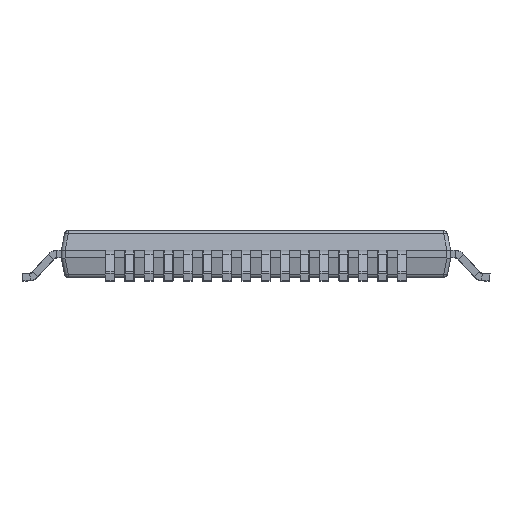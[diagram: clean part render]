
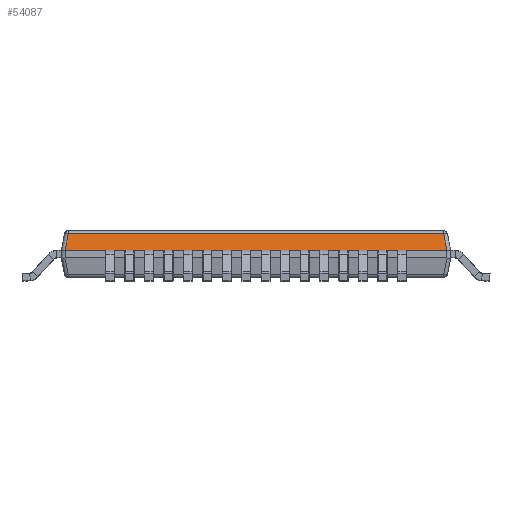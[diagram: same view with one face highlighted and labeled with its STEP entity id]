
A CAD part, left-side view. The second image highlights one B-rep face of the part: STEP entity #54087.
In plain terms, the highlighted planar face has unit normal (-0.981, 0, 0.196).
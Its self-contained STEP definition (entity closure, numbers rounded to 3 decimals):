
#3181 = CARTESIAN_POINT ( 'NONE',  ( -4.722, 4.624, 2.189 ) ) ;
#4935 = CARTESIAN_POINT ( 'NONE',  ( -5., 4.9, 0.8 ) ) ;
#6467 = CARTESIAN_POINT ( 'NONE',  ( -5., 4.902, 0.8 ) ) ;
#7602 = ORIENTED_EDGE ( 'NONE', *, *, #21394, .F. ) ;
#7649 =( BOUNDED_CURVE ( )  B_SPLINE_CURVE ( 3, ( #6467, #41413, #75676, #4935 ),
 .UNSPECIFIED., .F., .T. ) 
 B_SPLINE_CURVE_WITH_KNOTS ( ( 4, 4 ),
 ( 6.264, 6.283 ),
 .UNSPECIFIED. ) 
 CURVE ( )  GEOMETRIC_REPRESENTATION_ITEM ( )  RATIONAL_B_SPLINE_CURVE ( ( 1., 1., 1., 1. ) ) 
 REPRESENTATION_ITEM ( '' )  );
#9316 = CARTESIAN_POINT ( 'NONE',  ( -4.916, 0., 1.22 ) ) ;
#11839 = VECTOR ( 'NONE', #48457, 1000. ) ;
#19108 = VERTEX_POINT ( 'NONE', #144425 ) ;
#21394 = EDGE_CURVE ( 'NONE', #151945, #74501, #122310, .T. ) ;
#34357 = EDGE_CURVE ( 'NONE', #19108, #117228, #152995, .T. ) ;
#36205 = CARTESIAN_POINT ( 'NONE',  ( -5., -4.9, 0.8 ) ) ;
#41413 = CARTESIAN_POINT ( 'NONE',  ( -5., 4.901, 0.8 ) ) ;
#45299 =( BOUNDED_CURVE ( )  B_SPLINE_CURVE ( 3, ( #36205, #85160, #83640, #132632 ),
 .UNSPECIFIED., .F., .F. ) 
 B_SPLINE_CURVE_WITH_KNOTS ( ( 4, 4 ),
 ( 0., 0.019 ),
 .UNSPECIFIED. ) 
 CURVE ( )  GEOMETRIC_REPRESENTATION_ITEM ( )  RATIONAL_B_SPLINE_CURVE ( ( 1., 1., 1., 1. ) ) 
 REPRESENTATION_ITEM ( '' )  );
#47907 = DIRECTION ( 'NONE',  ( -0.981, 0., 0.196 ) ) ;
#48457 = DIRECTION ( 'NONE',  ( 0., 1., 0. ) ) ;
#49060 = LINE ( 'NONE', #3181, #121153 ) ;
#49334 = EDGE_CURVE ( 'NONE', #117228, #93220, #115851, .T. ) ;
#52800 = CARTESIAN_POINT ( 'NONE',  ( -5., 4.902, 0.8 ) ) ;
#52846 = VERTEX_POINT ( 'NONE', #52800 ) ;
#54087 = ADVANCED_FACE ( 'NONE', ( #148257 ), #77556, .T. ) ;
#56723 = DIRECTION ( 'NONE',  ( 0., 1., 0. ) ) ;
#58170 = CARTESIAN_POINT ( 'NONE',  ( -4.722, -4.624, 2.189 ) ) ;
#61547 = DIRECTION ( 'NONE',  ( -0.192, 0.192, -0.962 ) ) ;
#74501 = VERTEX_POINT ( 'NONE', #104425 ) ;
#75676 = CARTESIAN_POINT ( 'NONE',  ( -5., 4.901, 0.8 ) ) ;
#77556 = PLANE ( 'NONE',  #153134 ) ;
#83640 = CARTESIAN_POINT ( 'NONE',  ( -5., -4.901, 0.8 ) ) ;
#84446 = EDGE_LOOP ( 'NONE', ( #141686, #137471, #7602, #88409, #98584, #135758 ) ) ;
#85160 = CARTESIAN_POINT ( 'NONE',  ( -5., -4.901, 0.8 ) ) ;
#88409 = ORIENTED_EDGE ( 'NONE', *, *, #124656, .T. ) ;
#90314 = EDGE_CURVE ( 'NONE', #52846, #74501, #7649, .T. ) ;
#93220 = VERTEX_POINT ( 'NONE', #99835 ) ;
#98584 = ORIENTED_EDGE ( 'NONE', *, *, #34357, .T. ) ;
#99835 = CARTESIAN_POINT ( 'NONE',  ( -4.916, 4.818, 1.22 ) ) ;
#104425 = CARTESIAN_POINT ( 'NONE',  ( -5., 4.9, 0.8 ) ) ;
#106364 = EDGE_CURVE ( 'NONE', #93220, #52846, #49060, .T. ) ;
#107881 = DIRECTION ( 'NONE',  ( 0., 1., 0. ) ) ;
#115773 = VECTOR ( 'NONE', #56723, 1000. ) ;
#115815 = CARTESIAN_POINT ( 'NONE',  ( -4.916, -4.818, 1.22 ) ) ;
#115851 = LINE ( 'NONE', #9316, #115773 ) ;
#117228 = VERTEX_POINT ( 'NONE', #115815 ) ;
#118728 = CARTESIAN_POINT ( 'NONE',  ( -4.9, 0., 1.3 ) ) ;
#121153 = VECTOR ( 'NONE', #61547, 1000. ) ;
#122310 = LINE ( 'NONE', #145575, #11839 ) ;
#124656 = EDGE_CURVE ( 'NONE', #151945, #19108, #45299, .T. ) ;
#132276 = CARTESIAN_POINT ( 'NONE',  ( -5., -4.9, 0.8 ) ) ;
#132632 = CARTESIAN_POINT ( 'NONE',  ( -5., -4.902, 0.8 ) ) ;
#135758 = ORIENTED_EDGE ( 'NONE', *, *, #49334, .T. ) ;
#137471 = ORIENTED_EDGE ( 'NONE', *, *, #90314, .T. ) ;
#141686 = ORIENTED_EDGE ( 'NONE', *, *, #106364, .T. ) ;
#144425 = CARTESIAN_POINT ( 'NONE',  ( -5., -4.902, 0.8 ) ) ;
#145575 = CARTESIAN_POINT ( 'NONE',  ( -5., 5., 0.8 ) ) ;
#148257 = FACE_OUTER_BOUND ( 'NONE', #84446, .T. ) ;
#148510 = VECTOR ( 'NONE', #149879, 1000. ) ;
#149879 = DIRECTION ( 'NONE',  ( 0.192, 0.192, 0.962 ) ) ;
#151945 = VERTEX_POINT ( 'NONE', #132276 ) ;
#152995 = LINE ( 'NONE', #58170, #148510 ) ;
#153134 = AXIS2_PLACEMENT_3D ( 'NONE', #118728, #47907, #107881 ) ;
